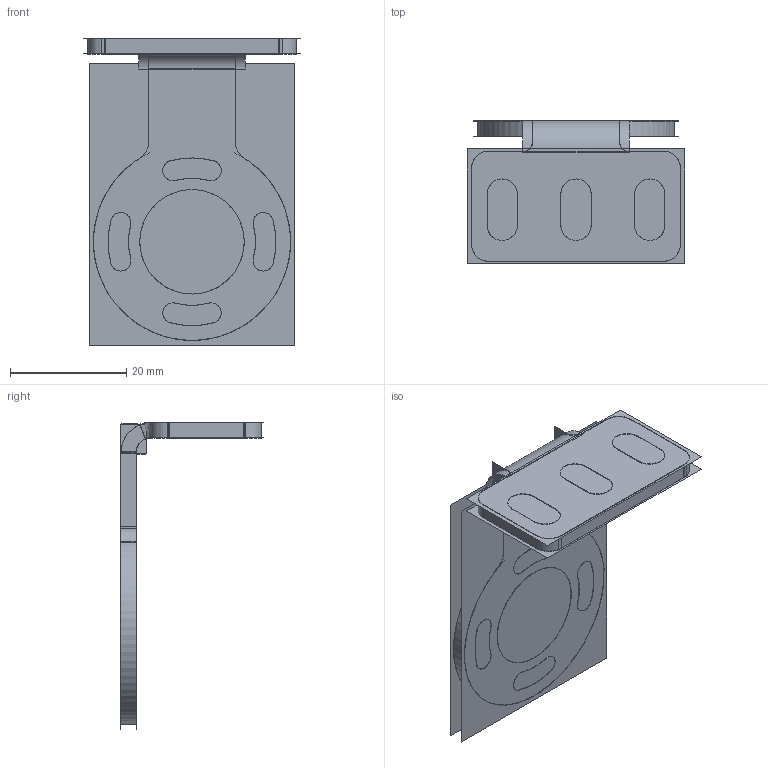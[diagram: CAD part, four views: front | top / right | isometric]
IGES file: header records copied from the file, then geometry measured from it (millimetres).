
Start section:  PTC IGES file: 206956.igs
Global section: file name: 206956.igs; native system: Creo Parametric by PTC Inc.; preprocessor: 2016260; author: pdmadmin; organization: Unknown; date: 20180525.142848; units: millimetre
Bounding box: 37.44 x 24.68 x 53.02 mm (x, y, z)
Volume: 3495.5 mm3; surface area: 18105.8 mm2
Topology: 1 solids, 1 shells, 108 faces, 578 edges, 740 vertices
Faces by surface type: revolution 66, bspline 42
